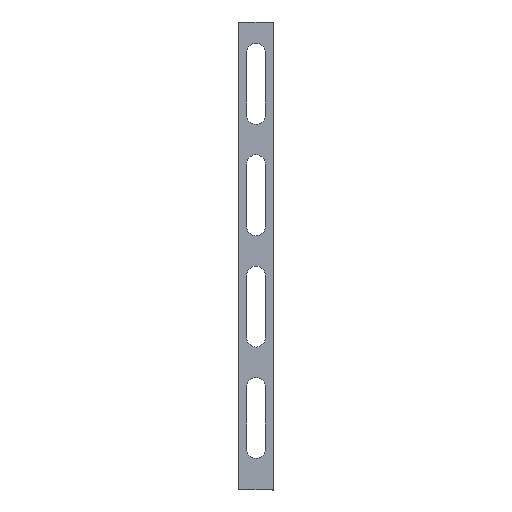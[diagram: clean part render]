
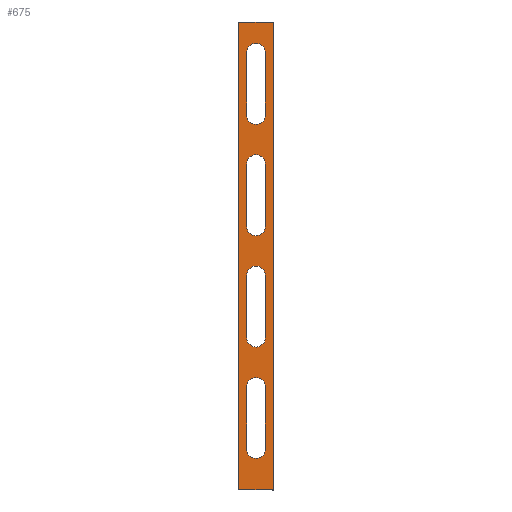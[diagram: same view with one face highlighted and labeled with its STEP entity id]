
A CAD part, top view. The second image highlights one B-rep face of the part: STEP entity #675.
In plain terms, the highlighted planar face has unit normal (0, 0, 1).
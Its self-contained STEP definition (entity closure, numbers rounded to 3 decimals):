
#18=FACE_BOUND('',#116,.T.);
#19=FACE_BOUND('',#117,.T.);
#20=FACE_BOUND('',#118,.T.);
#21=FACE_BOUND('',#119,.T.);
#46=PLANE('',#753);
#79=FACE_OUTER_BOUND('',#115,.T.);
#115=EDGE_LOOP('',(#573,#574,#575,#576));
#116=EDGE_LOOP('',(#577,#578,#579,#580));
#117=EDGE_LOOP('',(#581,#582,#583,#584));
#118=EDGE_LOOP('',(#585,#586,#587,#588));
#119=EDGE_LOOP('',(#589,#590,#591,#592));
#133=LINE('',#953,#204);
#137=LINE('',#964,#208);
#141=LINE('',#977,#212);
#145=LINE('',#988,#216);
#149=LINE('',#1001,#220);
#153=LINE('',#1012,#224);
#157=LINE('',#1025,#228);
#161=LINE('',#1036,#232);
#182=LINE('',#1080,#253);
#196=LINE('',#1120,#267);
#197=LINE('',#1121,#268);
#198=LINE('',#1122,#269);
#204=VECTOR('',#770,10.);
#208=VECTOR('',#782,10.);
#212=VECTOR('',#794,10.);
#216=VECTOR('',#806,10.);
#220=VECTOR('',#818,10.);
#224=VECTOR('',#830,10.);
#228=VECTOR('',#842,10.);
#232=VECTOR('',#854,10.);
#253=VECTOR('',#885,10.);
#267=VECTOR('',#927,10.);
#268=VECTOR('',#928,10.);
#269=VECTOR('',#929,10.);
#273=CIRCLE('',#704,23.);
#275=CIRCLE('',#708,23.);
#277=CIRCLE('',#712,23.);
#279=CIRCLE('',#716,23.);
#281=CIRCLE('',#720,23.);
#283=CIRCLE('',#724,23.);
#285=CIRCLE('',#728,23.);
#287=CIRCLE('',#732,23.);
#295=VERTEX_POINT('',#943);
#296=VERTEX_POINT('',#944);
#299=VERTEX_POINT('',#952);
#301=VERTEX_POINT('',#958);
#303=VERTEX_POINT('',#967);
#304=VERTEX_POINT('',#968);
#307=VERTEX_POINT('',#976);
#309=VERTEX_POINT('',#982);
#311=VERTEX_POINT('',#991);
#312=VERTEX_POINT('',#992);
#315=VERTEX_POINT('',#1000);
#317=VERTEX_POINT('',#1006);
#319=VERTEX_POINT('',#1015);
#320=VERTEX_POINT('',#1016);
#323=VERTEX_POINT('',#1024);
#325=VERTEX_POINT('',#1030);
#343=VERTEX_POINT('',#1077);
#344=VERTEX_POINT('',#1079);
#355=VERTEX_POINT('',#1118);
#356=VERTEX_POINT('',#1119);
#357=EDGE_CURVE('',#295,#296,#273,.T.);
#361=EDGE_CURVE('',#299,#295,#133,.T.);
#364=EDGE_CURVE('',#301,#299,#275,.T.);
#367=EDGE_CURVE('',#296,#301,#137,.T.);
#369=EDGE_CURVE('',#303,#304,#277,.T.);
#373=EDGE_CURVE('',#307,#303,#141,.T.);
#376=EDGE_CURVE('',#309,#307,#279,.T.);
#379=EDGE_CURVE('',#304,#309,#145,.T.);
#381=EDGE_CURVE('',#311,#312,#281,.T.);
#385=EDGE_CURVE('',#315,#311,#149,.T.);
#388=EDGE_CURVE('',#317,#315,#283,.T.);
#391=EDGE_CURVE('',#312,#317,#153,.T.);
#393=EDGE_CURVE('',#319,#320,#285,.T.);
#397=EDGE_CURVE('',#323,#319,#157,.T.);
#400=EDGE_CURVE('',#325,#323,#287,.T.);
#403=EDGE_CURVE('',#320,#325,#161,.T.);
#424=EDGE_CURVE('',#343,#344,#182,.T.);
#444=EDGE_CURVE('',#355,#356,#196,.T.);
#445=EDGE_CURVE('',#355,#344,#197,.T.);
#446=EDGE_CURVE('',#343,#356,#198,.T.);
#573=ORIENTED_EDGE('',*,*,#444,.F.);
#574=ORIENTED_EDGE('',*,*,#445,.T.);
#575=ORIENTED_EDGE('',*,*,#424,.F.);
#576=ORIENTED_EDGE('',*,*,#446,.T.);
#577=ORIENTED_EDGE('',*,*,#357,.T.);
#578=ORIENTED_EDGE('',*,*,#367,.T.);
#579=ORIENTED_EDGE('',*,*,#364,.T.);
#580=ORIENTED_EDGE('',*,*,#361,.T.);
#581=ORIENTED_EDGE('',*,*,#369,.T.);
#582=ORIENTED_EDGE('',*,*,#379,.T.);
#583=ORIENTED_EDGE('',*,*,#376,.T.);
#584=ORIENTED_EDGE('',*,*,#373,.T.);
#585=ORIENTED_EDGE('',*,*,#381,.T.);
#586=ORIENTED_EDGE('',*,*,#391,.T.);
#587=ORIENTED_EDGE('',*,*,#388,.T.);
#588=ORIENTED_EDGE('',*,*,#385,.T.);
#589=ORIENTED_EDGE('',*,*,#393,.T.);
#590=ORIENTED_EDGE('',*,*,#403,.T.);
#591=ORIENTED_EDGE('',*,*,#400,.T.);
#592=ORIENTED_EDGE('',*,*,#397,.T.);
#675=ADVANCED_FACE('',(#79,#18,#19,#20,#21),#46,.T.);
#704=AXIS2_PLACEMENT_3D('',#945,#762,#763);
#708=AXIS2_PLACEMENT_3D('',#959,#775,#776);
#712=AXIS2_PLACEMENT_3D('',#969,#786,#787);
#716=AXIS2_PLACEMENT_3D('',#983,#799,#800);
#720=AXIS2_PLACEMENT_3D('',#993,#810,#811);
#724=AXIS2_PLACEMENT_3D('',#1007,#823,#824);
#728=AXIS2_PLACEMENT_3D('',#1017,#834,#835);
#732=AXIS2_PLACEMENT_3D('',#1031,#847,#848);
#753=AXIS2_PLACEMENT_3D('',#1117,#925,#926);
#762=DIRECTION('center_axis',(0.,0.,-1.));
#763=DIRECTION('ref_axis',(-1.,0.,0.));
#770=DIRECTION('',(0.,-1.,0.));
#775=DIRECTION('center_axis',(0.,0.,-1.));
#776=DIRECTION('ref_axis',(1.,0.,0.));
#782=DIRECTION('',(0.,1.,0.));
#786=DIRECTION('center_axis',(0.,0.,-1.));
#787=DIRECTION('ref_axis',(-1.,0.,0.));
#794=DIRECTION('',(0.,-1.,0.));
#799=DIRECTION('center_axis',(0.,0.,-1.));
#800=DIRECTION('ref_axis',(1.,0.,0.));
#806=DIRECTION('',(0.,1.,0.));
#810=DIRECTION('center_axis',(0.,0.,-1.));
#811=DIRECTION('ref_axis',(-1.,0.,0.));
#818=DIRECTION('',(0.,-1.,0.));
#823=DIRECTION('center_axis',(0.,0.,-1.));
#824=DIRECTION('ref_axis',(1.,0.,0.));
#830=DIRECTION('',(0.,1.,0.));
#834=DIRECTION('center_axis',(0.,0.,-1.));
#835=DIRECTION('ref_axis',(-1.,0.,0.));
#842=DIRECTION('',(0.,-1.,0.));
#847=DIRECTION('center_axis',(0.,0.,-1.));
#848=DIRECTION('ref_axis',(1.,0.,0.));
#854=DIRECTION('',(0.,1.,0.));
#885=DIRECTION('',(-1.,0.,0.));
#925=DIRECTION('center_axis',(0.,0.,1.));
#926=DIRECTION('ref_axis',(1.,0.,0.));
#927=DIRECTION('',(1.,0.,0.));
#928=DIRECTION('',(0.,-1.,0.));
#929=DIRECTION('',(0.,1.,0.));
#943=CARTESIAN_POINT('',(23.,-477.,2.));
#944=CARTESIAN_POINT('',(-23.,-477.,2.));
#945=CARTESIAN_POINT('Origin',(0.,-477.,2.));
#952=CARTESIAN_POINT('',(23.,-323.,2.));
#953=CARTESIAN_POINT('',(23.,-161.5,2.));
#958=CARTESIAN_POINT('',(-23.,-323.,2.));
#959=CARTESIAN_POINT('Origin',(0.,-323.,2.));
#964=CARTESIAN_POINT('',(-23.,-238.5,2.));
#967=CARTESIAN_POINT('',(23.,73.,2.));
#968=CARTESIAN_POINT('',(-23.,73.,2.));
#969=CARTESIAN_POINT('Origin',(0.,73.,2.));
#976=CARTESIAN_POINT('',(23.,227.,2.));
#977=CARTESIAN_POINT('',(23.,113.5,2.));
#982=CARTESIAN_POINT('',(-23.,227.,2.));
#983=CARTESIAN_POINT('Origin',(0.,227.,2.));
#988=CARTESIAN_POINT('',(-23.,36.5,2.));
#991=CARTESIAN_POINT('',(23.,348.,2.));
#992=CARTESIAN_POINT('',(-23.,348.,2.));
#993=CARTESIAN_POINT('Origin',(0.,348.,2.));
#1000=CARTESIAN_POINT('',(23.,502.,2.));
#1001=CARTESIAN_POINT('',(23.,251.,2.));
#1006=CARTESIAN_POINT('',(-23.,502.,2.));
#1007=CARTESIAN_POINT('Origin',(0.,502.,2.));
#1012=CARTESIAN_POINT('',(-23.,174.,2.));
#1015=CARTESIAN_POINT('',(23.,-202.,2.));
#1016=CARTESIAN_POINT('',(-23.,-202.,2.));
#1017=CARTESIAN_POINT('Origin',(0.,-202.,2.));
#1024=CARTESIAN_POINT('',(23.,-48.,2.));
#1025=CARTESIAN_POINT('',(23.,-24.,2.));
#1030=CARTESIAN_POINT('',(-23.,-48.,2.));
#1031=CARTESIAN_POINT('Origin',(0.,-48.,2.));
#1036=CARTESIAN_POINT('',(-23.,-101.,2.));
#1077=CARTESIAN_POINT('',(42.5,-577.85,2.));
#1079=CARTESIAN_POINT('',(-42.5,-577.85,2.));
#1080=CARTESIAN_POINT('',(-42.5,-577.85,2.));
#1117=CARTESIAN_POINT('Origin',(0.,0.,2.));
#1118=CARTESIAN_POINT('',(-42.5,577.85,2.));
#1119=CARTESIAN_POINT('',(42.5,577.85,2.));
#1120=CARTESIAN_POINT('',(42.5,577.85,2.));
#1121=CARTESIAN_POINT('',(-42.5,0.,2.));
#1122=CARTESIAN_POINT('',(42.5,0.,2.));
